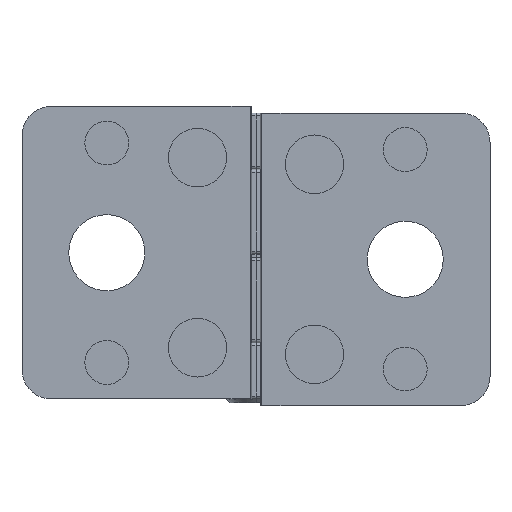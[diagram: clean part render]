
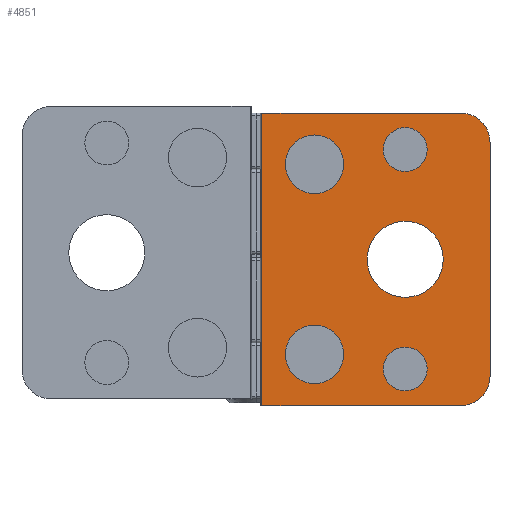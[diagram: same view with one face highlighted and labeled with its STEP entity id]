
A CAD part, front view. The second image highlights one B-rep face of the part: STEP entity #4851.
In plain terms, the highlighted planar face has unit normal (0, -1, 0).
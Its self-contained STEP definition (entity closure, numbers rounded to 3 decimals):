
#36 = EDGE_CURVE ( 'NONE', #3987, #3223, #878, .T. ) ;
#58 = CARTESIAN_POINT ( 'NONE',  ( 10.2, -6., 6. ) ) ;
#79 = AXIS2_PLACEMENT_3D ( 'NONE', #3220, #3216, #3213 ) ;
#263 = DIRECTION ( 'NONE',  ( 0., 0., 1. ) ) ;
#268 = DIRECTION ( 'NONE',  ( 0., -1., 0. ) ) ;
#270 = CARTESIAN_POINT ( 'NONE',  ( 4., -6., -6.5 ) ) ;
#339 = EDGE_LOOP ( 'NONE', ( #1170, #968 ) ) ;
#353 = CARTESIAN_POINT ( 'NONE',  ( 10.2, -6., -7.5 ) ) ;
#366 = DIRECTION ( 'NONE',  ( 0., -1., 0. ) ) ;
#370 = CIRCLE ( 'NONE', #1999, 1.5 ) ;
#375 = DIRECTION ( 'NONE',  ( 0., 0., -1. ) ) ;
#412 = LINE ( 'NONE', #2956, #2531 ) ;
#421 = CARTESIAN_POINT ( 'NONE',  ( 0.405, -6., -10. ) ) ;
#444 = DIRECTION ( 'NONE',  ( 0., -1., 0. ) ) ;
#453 = CARTESIAN_POINT ( 'NONE',  ( 4., -6., -6.5 ) ) ;
#477 = DIRECTION ( 'NONE',  ( 0., 0., 1. ) ) ;
#513 = DIRECTION ( 'NONE',  ( 0., 1., 0. ) ) ;
#518 = CARTESIAN_POINT ( 'NONE',  ( 10.2, -6., 0. ) ) ;
#525 = CIRCLE ( 'NONE', #1823, 1.5 ) ;
#526 = EDGE_CURVE ( 'NONE', #1152, #2935, #1808, .T. ) ;
#537 = CARTESIAN_POINT ( 'NONE',  ( 4., -6., 4.5 ) ) ;
#556 = VERTEX_POINT ( 'NONE', #1440 ) ;
#572 = VERTEX_POINT ( 'NONE', #1368 ) ;
#606 = CARTESIAN_POINT ( 'NONE',  ( 10.2, -6., -7.5 ) ) ;
#616 = DIRECTION ( 'NONE',  ( 0., -1., 0. ) ) ;
#635 = DIRECTION ( 'NONE',  ( 0., 0., -1. ) ) ;
#664 = ORIENTED_EDGE ( 'NONE', *, *, #2907, .T. ) ;
#676 = EDGE_CURVE ( 'NONE', #912, #2747, #2642, .T. ) ;
#753 = ORIENTED_EDGE ( 'NONE', *, *, #36, .T. ) ;
#783 = AXIS2_PLACEMENT_3D ( 'NONE', #1572, #1573, #1581 ) ;
#859 = EDGE_LOOP ( 'NONE', ( #4838, #1848 ) ) ;
#878 = CIRCLE ( 'NONE', #3563, 2.6 ) ;
#912 = VERTEX_POINT ( 'NONE', #537 ) ;
#923 = ORIENTED_EDGE ( 'NONE', *, *, #4270, .T. ) ;
#933 = EDGE_CURVE ( 'NONE', #3873, #3940, #2676, .T. ) ;
#968 = ORIENTED_EDGE ( 'NONE', *, *, #4480, .F. ) ;
#992 = DIRECTION ( 'NONE',  ( 0., 0., -1. ) ) ;
#1014 = EDGE_CURVE ( 'NONE', #3940, #3873, #1122, .T. ) ;
#1059 = CARTESIAN_POINT ( 'NONE',  ( 4., -6., 8.5 ) ) ;
#1099 = DIRECTION ( 'NONE',  ( 0., 0., -1. ) ) ;
#1101 = DIRECTION ( 'NONE',  ( 0., -1., 0. ) ) ;
#1104 = CARTESIAN_POINT ( 'NONE',  ( 4., -6., 6.5 ) ) ;
#1109 = DIRECTION ( 'NONE',  ( 0., -1., 0. ) ) ;
#1122 = CIRCLE ( 'NONE', #2693, 2. ) ;
#1145 = ORIENTED_EDGE ( 'NONE', *, *, #4639, .F. ) ;
#1152 = VERTEX_POINT ( 'NONE', #3673 ) ;
#1170 = ORIENTED_EDGE ( 'NONE', *, *, #676, .F. ) ;
#1190 = FACE_BOUND ( 'NONE', #859, .T. ) ;
#1202 = FACE_BOUND ( 'NONE', #1464, .T. ) ;
#1277 = VERTEX_POINT ( 'NONE', #4303 ) ;
#1311 = CARTESIAN_POINT ( 'NONE',  ( 0.405, -6., -10. ) ) ;
#1344 = DIRECTION ( 'NONE',  ( 1., 0., 0. ) ) ;
#1368 = CARTESIAN_POINT ( 'NONE',  ( 16., -6., -8. ) ) ;
#1440 = CARTESIAN_POINT ( 'NONE',  ( 10.2, -6., 9. ) ) ;
#1464 = EDGE_LOOP ( 'NONE', ( #753, #664 ) ) ;
#1482 = DIRECTION ( 'NONE',  ( 0., -1., 0. ) ) ;
#1498 = DIRECTION ( 'NONE',  ( 0., 0., -1. ) ) ;
#1510 = CARTESIAN_POINT ( 'NONE',  ( 0.405, -6., 10. ) ) ;
#1527 = ORIENTED_EDGE ( 'NONE', *, *, #526, .T. ) ;
#1572 = CARTESIAN_POINT ( 'NONE',  ( 4., -6., 6.5 ) ) ;
#1573 = DIRECTION ( 'NONE',  ( 0., -1., 0. ) ) ;
#1581 = DIRECTION ( 'NONE',  ( 0., 0., -1. ) ) ;
#1630 = DIRECTION ( 'NONE',  ( 0., 0., -1. ) ) ;
#1648 = AXIS2_PLACEMENT_3D ( 'NONE', #2762, #2777, #2787 ) ;
#1655 = CIRCLE ( 'NONE', #783, 2. ) ;
#1681 = DIRECTION ( 'NONE',  ( 0., -1., 0. ) ) ;
#1732 = CARTESIAN_POINT ( 'NONE',  ( 16., -6., 8. ) ) ;
#1801 = ORIENTED_EDGE ( 'NONE', *, *, #4386, .F. ) ;
#1808 = LINE ( 'NONE', #1510, #2949 ) ;
#1823 = AXIS2_PLACEMENT_3D ( 'NONE', #3635, #1109, #992 ) ;
#1848 = ORIENTED_EDGE ( 'NONE', *, *, #933, .F. ) ;
#1999 = AXIS2_PLACEMENT_3D ( 'NONE', #606, #616, #635 ) ;
#2027 = CARTESIAN_POINT ( 'NONE',  ( 10.2, -6., 7.5 ) ) ;
#2177 = CARTESIAN_POINT ( 'NONE',  ( 16., -6., 10. ) ) ;
#2179 = DIRECTION ( 'NONE',  ( 0., 0., -1. ) ) ;
#2222 = VERTEX_POINT ( 'NONE', #3884 ) ;
#2353 = ORIENTED_EDGE ( 'NONE', *, *, #3414, .F. ) ;
#2360 = EDGE_LOOP ( 'NONE', ( #3539, #2353 ) ) ;
#2422 = EDGE_LOOP ( 'NONE', ( #1145, #4153, #1801, #1527, #4793, #923 ) ) ;
#2457 = FACE_BOUND ( 'NONE', #2360, .T. ) ;
#2474 = VERTEX_POINT ( 'NONE', #1732 ) ;
#2522 = CIRCLE ( 'NONE', #79, 2. ) ;
#2531 = VECTOR ( 'NONE', #2975, 1000. ) ;
#2548 = FACE_BOUND ( 'NONE', #2770, .T. ) ;
#2556 = PLANE ( 'NONE',  #1648 ) ;
#2565 = AXIS2_PLACEMENT_3D ( 'NONE', #2965, #1681, #2961 ) ;
#2596 = CIRCLE ( 'NONE', #2565, 2. ) ;
#2606 = LINE ( 'NONE', #2177, #4031 ) ;
#2619 = EDGE_CURVE ( 'NONE', #2935, #2222, #3211, .T. ) ;
#2642 = CIRCLE ( 'NONE', #3852, 2. ) ;
#2644 = FACE_BOUND ( 'NONE', #339, .T. ) ;
#2676 = CIRCLE ( 'NONE', #2782, 2. ) ;
#2693 = AXIS2_PLACEMENT_3D ( 'NONE', #270, #268, #263 ) ;
#2720 = EDGE_CURVE ( 'NONE', #3496, #556, #525, .T. ) ;
#2747 = VERTEX_POINT ( 'NONE', #1059 ) ;
#2762 = CARTESIAN_POINT ( 'NONE',  ( 0.405, -6., 10. ) ) ;
#2769 = FACE_OUTER_BOUND ( 'NONE', #2422, .T. ) ;
#2770 = EDGE_LOOP ( 'NONE', ( #3347, #4221 ) ) ;
#2777 = DIRECTION ( 'NONE',  ( 0., 1., 0. ) ) ;
#2782 = AXIS2_PLACEMENT_3D ( 'NONE', #453, #444, #3626 ) ;
#2787 = DIRECTION ( 'NONE',  ( 0., 0., 1. ) ) ;
#2859 = AXIS2_PLACEMENT_3D ( 'NONE', #518, #513, #477 ) ;
#2904 = EDGE_CURVE ( 'NONE', #4147, #1277, #370, .T. ) ;
#2907 = EDGE_CURVE ( 'NONE', #3223, #3987, #4813, .T. ) ;
#2935 = VERTEX_POINT ( 'NONE', #421 ) ;
#2949 = VECTOR ( 'NONE', #1498, 1000. ) ;
#2956 = CARTESIAN_POINT ( 'NONE',  ( 0.405, -6., 10. ) ) ;
#2961 = DIRECTION ( 'NONE',  ( 0., 0., 1. ) ) ;
#2965 = CARTESIAN_POINT ( 'NONE',  ( 14., -6., 8. ) ) ;
#2975 = DIRECTION ( 'NONE',  ( 1., 0., 0. ) ) ;
#2989 = DIRECTION ( 'NONE',  ( 0., 0., 1. ) ) ;
#2995 = DIRECTION ( 'NONE',  ( 0., 1., 0. ) ) ;
#2996 = CARTESIAN_POINT ( 'NONE',  ( 10.2, -6., 0. ) ) ;
#3088 = EDGE_CURVE ( 'NONE', #1277, #4147, #3868, .T. ) ;
#3211 = LINE ( 'NONE', #1311, #4570 ) ;
#3213 = DIRECTION ( 'NONE',  ( 0., 0., 1. ) ) ;
#3216 = DIRECTION ( 'NONE',  ( 0., -1., 0. ) ) ;
#3220 = CARTESIAN_POINT ( 'NONE',  ( 14., -6., -8. ) ) ;
#3223 = VERTEX_POINT ( 'NONE', #4269 ) ;
#3227 = VERTEX_POINT ( 'NONE', #4017 ) ;
#3347 = ORIENTED_EDGE ( 'NONE', *, *, #2904, .F. ) ;
#3414 = EDGE_CURVE ( 'NONE', #556, #3496, #3648, .T. ) ;
#3496 = VERTEX_POINT ( 'NONE', #58 ) ;
#3539 = ORIENTED_EDGE ( 'NONE', *, *, #2720, .F. ) ;
#3563 = AXIS2_PLACEMENT_3D ( 'NONE', #2996, #2995, #2989 ) ;
#3626 = DIRECTION ( 'NONE',  ( 0., 0., 1. ) ) ;
#3635 = CARTESIAN_POINT ( 'NONE',  ( 10.2, -6., 7.5 ) ) ;
#3648 = CIRCLE ( 'NONE', #3893, 1.5 ) ;
#3673 = CARTESIAN_POINT ( 'NONE',  ( 0.405, -6., 10. ) ) ;
#3708 = CARTESIAN_POINT ( 'NONE',  ( 10.2, -6., -9. ) ) ;
#3852 = AXIS2_PLACEMENT_3D ( 'NONE', #1104, #1101, #1099 ) ;
#3868 = CIRCLE ( 'NONE', #4266, 1.5 ) ;
#3873 = VERTEX_POINT ( 'NONE', #4310 ) ;
#3884 = CARTESIAN_POINT ( 'NONE',  ( 14., -6., -10. ) ) ;
#3893 = AXIS2_PLACEMENT_3D ( 'NONE', #2027, #1482, #1630 ) ;
#3940 = VERTEX_POINT ( 'NONE', #4162 ) ;
#3987 = VERTEX_POINT ( 'NONE', #4006 ) ;
#4006 = CARTESIAN_POINT ( 'NONE',  ( 10.2, -6., 2.6 ) ) ;
#4017 = CARTESIAN_POINT ( 'NONE',  ( 14., -6., 10. ) ) ;
#4031 = VECTOR ( 'NONE', #2179, 1000. ) ;
#4147 = VERTEX_POINT ( 'NONE', #3708 ) ;
#4153 = ORIENTED_EDGE ( 'NONE', *, *, #4353, .T. ) ;
#4162 = CARTESIAN_POINT ( 'NONE',  ( 4., -6., -8.5 ) ) ;
#4221 = ORIENTED_EDGE ( 'NONE', *, *, #3088, .F. ) ;
#4266 = AXIS2_PLACEMENT_3D ( 'NONE', #353, #366, #375 ) ;
#4269 = CARTESIAN_POINT ( 'NONE',  ( 10.2, -6., -2.6 ) ) ;
#4270 = EDGE_CURVE ( 'NONE', #2222, #572, #2522, .T. ) ;
#4303 = CARTESIAN_POINT ( 'NONE',  ( 10.2, -6., -6. ) ) ;
#4310 = CARTESIAN_POINT ( 'NONE',  ( 4., -6., -4.5 ) ) ;
#4353 = EDGE_CURVE ( 'NONE', #2474, #3227, #2596, .T. ) ;
#4386 = EDGE_CURVE ( 'NONE', #1152, #3227, #412, .T. ) ;
#4480 = EDGE_CURVE ( 'NONE', #2747, #912, #1655, .T. ) ;
#4570 = VECTOR ( 'NONE', #1344, 1000. ) ;
#4639 = EDGE_CURVE ( 'NONE', #2474, #572, #2606, .T. ) ;
#4793 = ORIENTED_EDGE ( 'NONE', *, *, #2619, .T. ) ;
#4813 = CIRCLE ( 'NONE', #2859, 2.6 ) ;
#4838 = ORIENTED_EDGE ( 'NONE', *, *, #1014, .F. ) ;
#4851 = ADVANCED_FACE ( 'NONE', ( #2457, #2548, #1190, #2644, #1202, #2769 ), #2556, .F. ) ;
